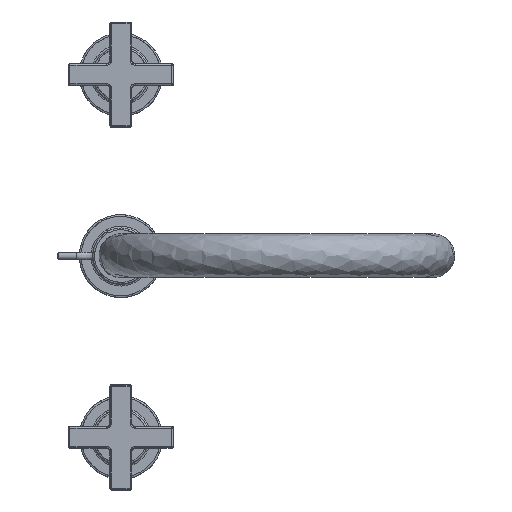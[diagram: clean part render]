
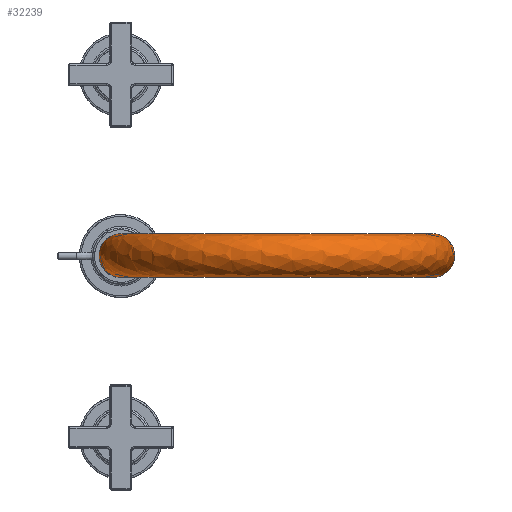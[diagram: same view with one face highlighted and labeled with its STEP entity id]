
A CAD part, top view. The second image highlights one B-rep face of the part: STEP entity #32239.
In plain terms, the highlighted face is a revolution surface.
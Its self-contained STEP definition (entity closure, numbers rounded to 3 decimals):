
#32186=CARTESIAN_POINT('Control Point',(172.,12.,181.8)) ;
#32187=CARTESIAN_POINT('Control Point',(173.885,12.,181.8)) ;
#32188=CARTESIAN_POINT('Control Point',(175.77,11.63,181.8)) ;
#32189=CARTESIAN_POINT('Control Point',(177.558,10.889,181.8)) ;
#32190=CARTESIAN_POINT('Control Point',(180.747,8.747,181.8)) ;
#32191=CARTESIAN_POINT('Control Point',(182.889,5.558,181.8)) ;
#32192=CARTESIAN_POINT('Control Point',(183.63,3.77,181.8)) ;
#32193=CARTESIAN_POINT('Control Point',(184.37,0.,181.8)) ;
#32194=CARTESIAN_POINT('Control Point',(183.63,-3.77,181.8)) ;
#32195=CARTESIAN_POINT('Control Point',(182.889,-5.558,181.8)) ;
#32196=CARTESIAN_POINT('Control Point',(180.747,-8.747,181.8)) ;
#32197=CARTESIAN_POINT('Control Point',(177.558,-10.889,181.8)) ;
#32198=CARTESIAN_POINT('Control Point',(175.77,-11.63,181.8)) ;
#32199=CARTESIAN_POINT('Control Point',(173.885,-12.,181.8)) ;
#32200=CARTESIAN_POINT('Control Point',(172.,-12.,181.8)) ;
#32201=CARTESIAN_POINT('Axis1P Location',(86.,0.,181.8)) ;
#32205=CARTESIAN_POINT('Axis2P3D Location',(86.,12.,181.8)) ;
#32209=CARTESIAN_POINT('Vertex',(0.,12.,181.8)) ;
#32211=CARTESIAN_POINT('Vertex',(172.,12.,181.8)) ;
#32214=CARTESIAN_POINT('Axis2P3D Location',(172.,0.,181.8)) ;
#32218=CARTESIAN_POINT('Vertex',(172.,-12.,181.8)) ;
#32221=CARTESIAN_POINT('Axis2P3D Location',(86.,-12.,181.8)) ;
#32225=CARTESIAN_POINT('Vertex',(0.,-12.,181.8)) ;
#32228=CARTESIAN_POINT('Axis2P3D Location',(0.,0.,181.8)) ;
#32202=DIRECTION('Axis1P Direction',(0.,-1.,0.)) ;
#32206=DIRECTION('Axis2P3D Direction',(0.,-1.,0.)) ;
#32215=DIRECTION('Axis2P3D Direction',(0.,0.,-1.)) ;
#32222=DIRECTION('Axis2P3D Direction',(0.,-1.,0.)) ;
#32229=DIRECTION('Axis2P3D Direction',(0.,0.,1.)) ;
#32207=AXIS2_PLACEMENT_3D('Circle Axis2P3D',#32205,#32206,$) ;
#32216=AXIS2_PLACEMENT_3D('Circle Axis2P3D',#32214,#32215,$) ;
#32223=AXIS2_PLACEMENT_3D('Circle Axis2P3D',#32221,#32222,$) ;
#32230=AXIS2_PLACEMENT_3D('Circle Axis2P3D',#32228,#32229,$) ;
#32208=CIRCLE('generated circle',#32207,86.) ;
#32217=CIRCLE('generated circle',#32216,12.) ;
#32224=CIRCLE('generated circle',#32223,86.) ;
#32231=CIRCLE('generated circle',#32230,12.) ;
#32204=SURFACE_OF_REVOLUTION('Surface of Revolution',#32185,#32203) ;
#32203=AXIS1_PLACEMENT('Revolution Surface Axis1P',#32201,#32202) ;
#32213=EDGE_CURVE('',#32210,#32212,#32208,.F.) ;
#32220=EDGE_CURVE('',#32212,#32219,#32217,.T.) ;
#32227=EDGE_CURVE('',#32219,#32226,#32224,.T.) ;
#32232=EDGE_CURVE('',#32226,#32210,#32231,.F.) ;
#32234=ORIENTED_EDGE('',*,*,#32213,.T.) ;
#32235=ORIENTED_EDGE('',*,*,#32220,.T.) ;
#32236=ORIENTED_EDGE('',*,*,#32227,.T.) ;
#32237=ORIENTED_EDGE('',*,*,#32232,.T.) ;
#32233=EDGE_LOOP('',(#32234,#32235,#32236,#32237)) ;
#32210=VERTEX_POINT('',#32209) ;
#32212=VERTEX_POINT('',#32211) ;
#32219=VERTEX_POINT('',#32218) ;
#32226=VERTEX_POINT('',#32225) ;
#32239=ADVANCED_FACE('PartBody',(#32238),#32204,.F.) ;
#32185=B_SPLINE_CURVE_WITH_KNOTS('',5,(#32186,#32187,#32188,#32189,#32190,#32191,#32192,#32193,#32194,#32195,#32196,#32197,#32198,#32199,#32200),.UNSPECIFIED.,.F.,.U.,(6,3,3,3,6),(0.,9.425,18.85,28.274,37.699),.UNSPECIFIED.) ;
#32238=FACE_OUTER_BOUND('',#32233,.T.) ;
